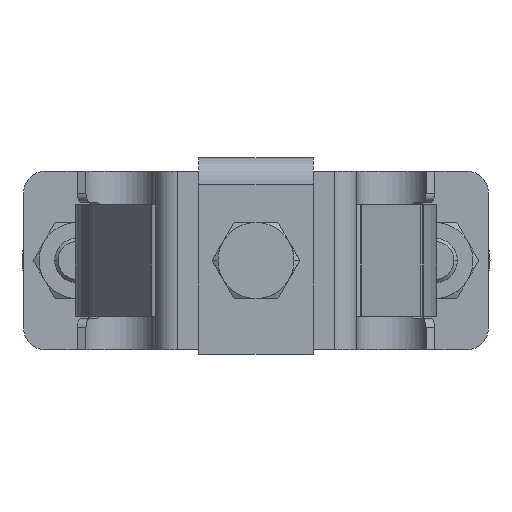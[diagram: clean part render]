
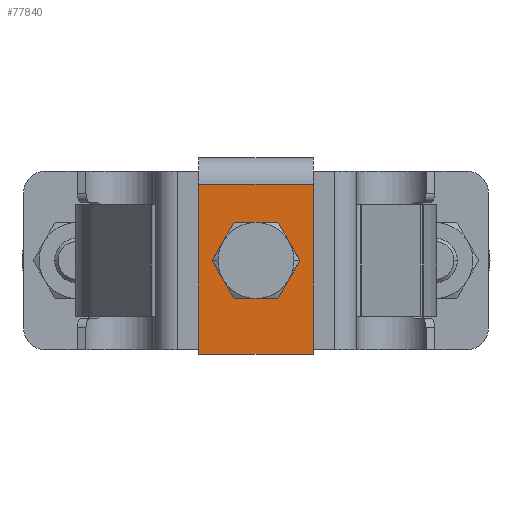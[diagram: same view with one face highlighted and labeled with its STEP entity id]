
A CAD part, front view. The second image highlights one B-rep face of the part: STEP entity #77840.
In plain terms, the highlighted planar face has unit normal (0, -1, 0).
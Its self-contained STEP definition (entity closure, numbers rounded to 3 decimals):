
#76220=CARTESIAN_POINT('',(125.75,-146.135,-2.));
#76230=VERTEX_POINT('',#76220);
#76260=CARTESIAN_POINT('',(125.75,-146.135,0.));
#76270=DIRECTION('',(0.,0.,1.));
#76280=VECTOR('',#76270,1.);
#76290=LINE('',#76260,#76280);
#76300=CARTESIAN_POINT('',(125.75,-146.135,36.));
#76310=VERTEX_POINT('',#76300);
#76320=EDGE_CURVE('',#76230,#76310,#76290,.T.);
#77390=CARTESIAN_POINT('',(113.,-146.135,-2.));
#77400=DIRECTION('',(0.,-1.,0.));
#77410=DIRECTION('',(0.,0.,1.));
#77420=AXIS2_PLACEMENT_3D('',#77390,#77400,#77410);
#77430=PLANE('',#77420);
#77440=CARTESIAN_POINT('',(100.25,-146.135,0.));
#77450=DIRECTION('',(0.,0.,1.));
#77460=VECTOR('',#77450,1.);
#77470=LINE('',#77440,#77460);
#77480=CARTESIAN_POINT('',(100.25,-146.135,-2.));
#77490=VERTEX_POINT('',#77480);
#77500=CARTESIAN_POINT('',(100.25,-146.135,36.));
#77510=VERTEX_POINT('',#77500);
#77520=EDGE_CURVE('',#77490,#77510,#77470,.T.);
#77530=ORIENTED_EDGE('',*,*,#77520,.F.);
#77540=CARTESIAN_POINT('',(113.,-146.135,36.));
#77550=DIRECTION('',(1.,0.,0.));
#77560=VECTOR('',#77550,1.);
#77570=LINE('',#77540,#77560);
#77580=EDGE_CURVE('',#77510,#76310,#77570,.T.);
#77590=ORIENTED_EDGE('',*,*,#77580,.F.);
#77600=ORIENTED_EDGE('',*,*,#76320,.T.);
#77610=CARTESIAN_POINT('',(113.,-146.135,-2.));
#77620=DIRECTION('',(-1.,0.,0.));
#77630=VECTOR('',#77620,1.);
#77640=LINE('',#77610,#77630);
#77650=EDGE_CURVE('',#76230,#77490,#77640,.T.);
#77660=ORIENTED_EDGE('',*,*,#77650,.F.);
#77670=EDGE_LOOP('',(#77660,#77600,#77590,#77530));
#77680=FACE_OUTER_BOUND('',#77670,.T.);
#77690=CARTESIAN_POINT('',(113.,-146.135,19.));
#77700=DIRECTION('',(0.,-1.,0.));
#77710=DIRECTION('',(0.,0.,-1.));
#77720=AXIS2_PLACEMENT_3D('',#77690,#77700,#77710);
#77730=CIRCLE('',#77720,4.25);
#77740=CARTESIAN_POINT('',(113.,-146.135,14.75));
#77750=VERTEX_POINT('',#77740);
#77760=CARTESIAN_POINT('',(113.,-146.135,23.25));
#77770=VERTEX_POINT('',#77760);
#77780=EDGE_CURVE('',#77750,#77770,#77730,.T.);
#77790=ORIENTED_EDGE('',*,*,#77780,.F.);
#77800=EDGE_CURVE('',#77770,#77750,#77730,.T.);
#77810=ORIENTED_EDGE('',*,*,#77800,.F.);
#77820=EDGE_LOOP('',(#77810,#77790));
#77830=FACE_BOUND('',#77820,.T.);
#77840=ADVANCED_FACE('',(#77680,#77830),#77430,.T.);
